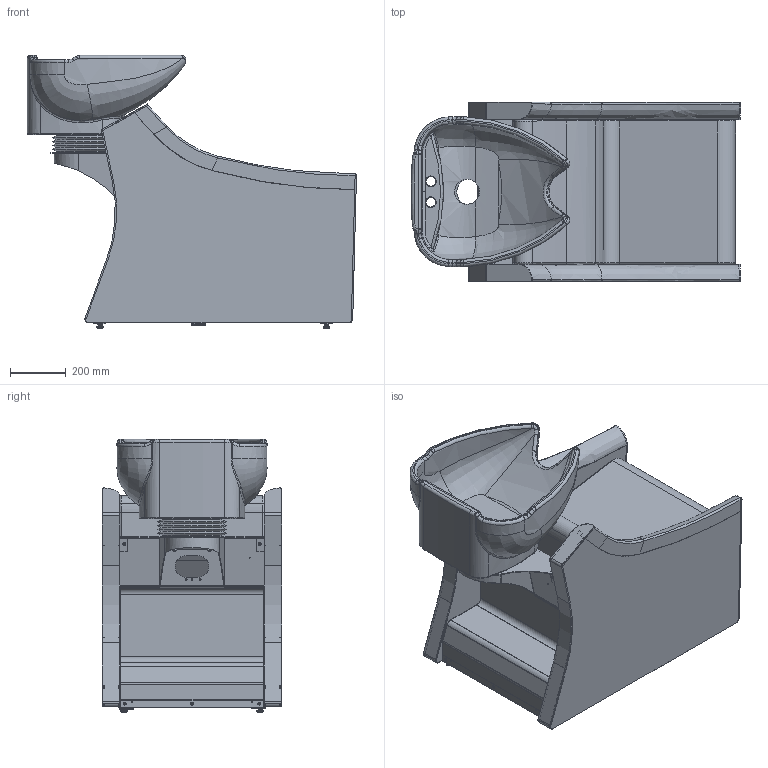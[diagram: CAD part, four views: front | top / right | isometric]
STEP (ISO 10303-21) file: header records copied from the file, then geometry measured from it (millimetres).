
FILE_DESCRIPTION(/* description */ ('Unknown'),/* implementation_level */ '2;1');
FILE_NAME(/* name */ 'Byron_spalle',/* time_stamp */ '2019-09-19T09:42:19+02:00',/* author */ ('Unknown'),/* organization */ ('Unknown'),/* preprocessor_version */ 'ST-DEVELOPER v16.7',/* originating_system */ 'DEX',/* authorisation */ $);
FILE_SCHEMA (('AUTOMOTIVE_DESIGN {1 0 10303 214 3 1 1}'));
Products named in the file (81): Byron_spalle; traverso fissaggio ; traverso inferiore; lamiera fissaggio spalla; inserto ribadito M8 ; Inserto ribadito M6 testa piana ; Dado_UNI_EN_28675_M_8; Asm_Spalla SX Byron; D3756050 inserto spalla SX Byron; D3756050 - inserto spalla Byron; D3756050-F inserto spalla Byron -faesite; D3601670 - Fascia posteriore; D3601690 - faldina laterale; D3601680 - fascia anteriore; D3601700 - tampone superiore; supporto oscillante 04; Sheet Metal1 03; Sheet Metal1 04; supporto sedile sqr1 wash ; carter anteriore Smart-Pro ; vasca oasi_oa_0; lavatesta Oasi; assetto con scocca_oa_1; scocca Smart-Pro_oa_2; scocca ; supporto anteriore attuatore ; supporto posteriore attuatore ; imbottitura scocca Pro; assieme cerniera; cerniera; lm35_05 corsa 95 L chiuso 235; 7; 8; 9; 10; Assem2; 5; 6; Assem4; 3 ...
Assembly tree (109 placements, depth 7):
  Byron_spalle
    traverso fissaggio   x2
      traverso inferiore
      lamiera fissaggio spalla
      inserto ribadito M8 
      Inserto ribadito M6 testa piana 
    Dado_UNI_EN_28675_M_8  x4
    Asm_Spalla SX Byron
      D3756050 inserto spalla SX Byron
        D3756050 - inserto spalla Byron
        D3756050-F inserto spalla Byron -faesite
      D3601670 - Fascia posteriore
      D3601690 - faldina laterale  x2
      D3601680 - fascia anteriore
      D3601700 - tampone superiore
    supporto oscillante 04
      Sheet Metal1 03
      Sheet Metal1 04
    supporto sedile sqr1 wash   x2
    carter anteriore Smart-Pro 
    vasca oasi_oa_0
      lavatesta Oasi
    assetto con scocca_oa_1
      scocca Smart-Pro_oa_2
        scocca 
        supporto anteriore attuatore 
        supporto posteriore attuatore 
        imbottitura scocca Pro
        assieme cerniera
          cerniera  x2
      lm35_05 corsa 95 L chiuso 235
        7
          7
        8
          8
        9
          9
        10
          10
        Assem2
          5
            5
          6
            6
          Assem4
            3
              3
            4
              4
          Assem3
            1
              1
            2
              2
      piastra supporto scocca   x2
    flangia Miami Oasi
    Piedino registrabile M8 M925  x4
    staffa fissaggio pavimento   x2
    carter posteriore Naked wash
    traverso posteriore  piastra impianto 
Bounding box: 1184.35 x 644.5 x 983.76 mm (x, y, z)
Volume: 138912114.1 mm3; surface area: 16449327 mm2
Topology: 92 solids, 92 shells, 3659 faces, 9387 edges, 5990 vertices
Faces by surface type: plane 1701, cylinder 1182, cone 296, torus 264, bspline 202, sphere 14
Full cylindrical faces by diameter (mm): 2 x3, 2.4 x2, 2.5 x4, 3.2 x4, 3.5 x1, 4 x6, 4.2 x6, 4.5 x8, 4.917 x17, 5 x26, 5.2 x1, 5.5 x3, 6 x4, 6.5 x16, 6.647 x6, 6.917 x6, 7 x45, 8 x38, 8.052 x1, 9 x45, 9.78 x1, 10 x29, 10.1 x2, 10.2 x4, 11 x8, 15 x6, 16 x4, 17 x2, 18 x5, 19.1 x1
Entity records: 110535 total; most frequent: CARTESIAN_POINT 33963, DIRECTION 15479, ORIENTED_EDGE 14788, EDGE_CURVE 7394, AXIS2_PLACEMENT_3D 5702, VERTEX_POINT 4882, LINE 4075, VECTOR 4075
